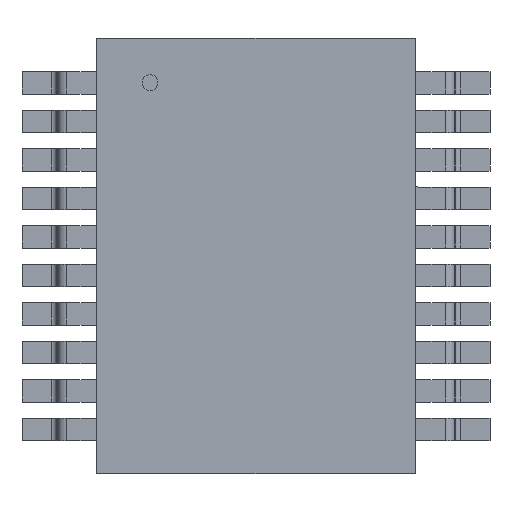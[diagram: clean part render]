
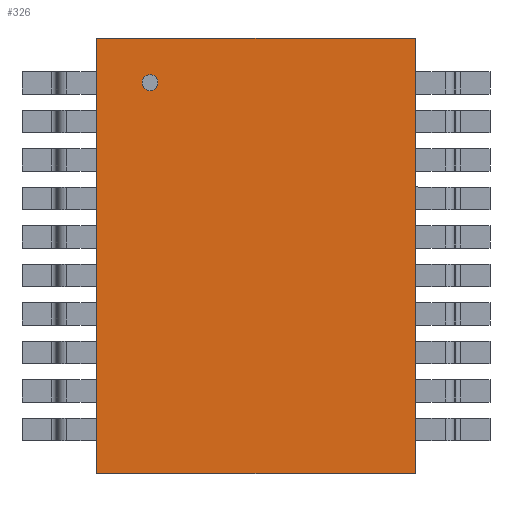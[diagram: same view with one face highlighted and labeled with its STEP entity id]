
A CAD part, top view. The second image highlights one B-rep face of the part: STEP entity #326.
In plain terms, the highlighted planar face has unit normal (0, 0, 1).
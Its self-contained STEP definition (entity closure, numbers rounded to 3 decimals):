
#205 = VERTEX_POINT('',#206);
#206 = CARTESIAN_POINT('',(2.692,-3.67,1.981));
#212 = EDGE_CURVE('',#213,#205,#215,.T.);
#213 = VERTEX_POINT('',#214);
#214 = CARTESIAN_POINT('',(-2.692,-3.67,1.981));
#215 = LINE('',#216,#217);
#216 = CARTESIAN_POINT('',(-2.692,-3.67,1.981));
#217 = VECTOR('',#218,1.);
#218 = DIRECTION('',(1.,0.,0.));
#243 = VERTEX_POINT('',#244);
#244 = CARTESIAN_POINT('',(2.692,3.67,1.981));
#250 = EDGE_CURVE('',#205,#243,#251,.T.);
#251 = LINE('',#252,#253);
#252 = CARTESIAN_POINT('',(2.692,-3.67,1.981));
#253 = VECTOR('',#254,1.);
#254 = DIRECTION('',(0.,1.,0.));
#274 = VERTEX_POINT('',#275);
#275 = CARTESIAN_POINT('',(-2.692,3.67,1.981));
#281 = EDGE_CURVE('',#243,#274,#282,.T.);
#282 = LINE('',#283,#284);
#283 = CARTESIAN_POINT('',(2.692,3.67,1.981));
#284 = VECTOR('',#285,1.);
#285 = DIRECTION('',(-1.,0.,0.));
#303 = EDGE_CURVE('',#274,#213,#304,.T.);
#304 = LINE('',#305,#306);
#305 = CARTESIAN_POINT('',(-2.692,3.67,1.981));
#306 = VECTOR('',#307,1.);
#307 = DIRECTION('',(0.,-1.,0.));
#326 = ADVANCED_FACE('',(#327),#333,.T.);
#327 = FACE_BOUND('',#328,.T.);
#328 = EDGE_LOOP('',(#329,#330,#331,#332));
#329 = ORIENTED_EDGE('',*,*,#212,.T.);
#330 = ORIENTED_EDGE('',*,*,#250,.T.);
#331 = ORIENTED_EDGE('',*,*,#281,.T.);
#332 = ORIENTED_EDGE('',*,*,#303,.T.);
#333 = PLANE('',#334);
#334 = AXIS2_PLACEMENT_3D('',#335,#336,#337);
#335 = CARTESIAN_POINT('',(-2.692,-3.67,1.981));
#336 = DIRECTION('',(0.,0.,1.));
#337 = DIRECTION('',(0.,1.,0.));
